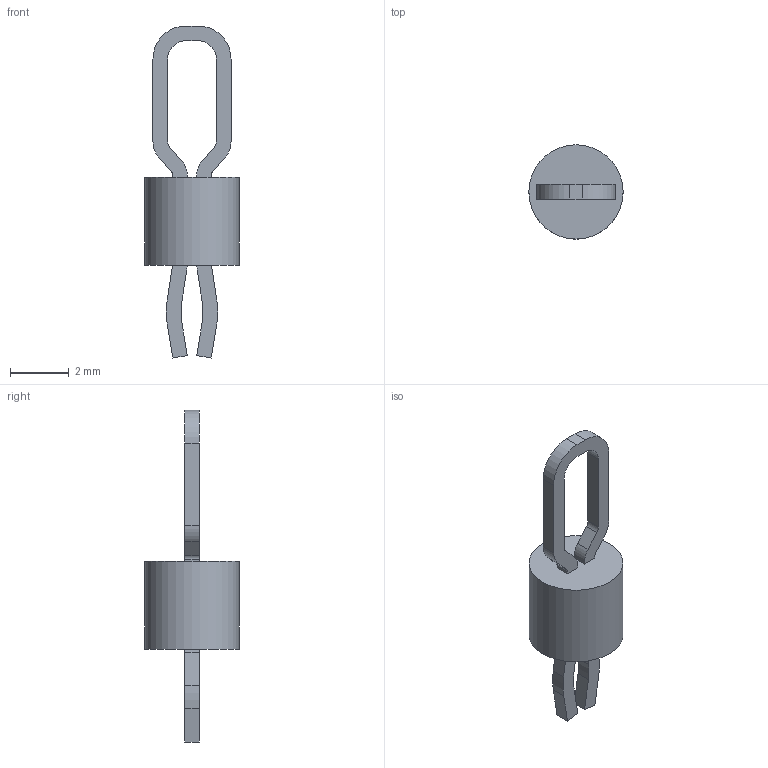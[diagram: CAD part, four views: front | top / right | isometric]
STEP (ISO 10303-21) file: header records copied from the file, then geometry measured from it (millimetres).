
FILE_DESCRIPTION(/* description */ ('Unknown'),/* implementation_level */ '2;1');
FILE_NAME(/* name */ '5010',/* time_stamp */ '2023-05-05T11:37:01+02:00',/* author */ ('Unknown'),/* organization */ ('Unknown'),/* preprocessor_version */ 'ST-DEVELOPER v18.1',/* originating_system */ 'Solid Edge',/* authorisation */ 'Unknown');
FILE_SCHEMA (('AUTOMOTIVE_DESIGN {1 0 10303 214 3 1 1}'));
Length unit declared in the file: millimetre
Products named in the file (1): 5010
Bounding box: 3.2 x 3.2 x 11.27 mm (x, y, z)
Volume: 28.5 mm3; surface area: 81.4 mm2
Topology: 1 solids, 1 shells, 53 faces, 147 edges, 98 vertices
Faces by surface type: plane 32, cylinder 21
Full cylindrical faces by diameter (mm): 3.2 x1
Entity records: 2097 total; most frequent: CARTESIAN_POINT 298, DIRECTION 296, ORIENTED_EDGE 292, EDGE_CURVE 146, LINE 104, VECTOR 104, VERTEX_POINT 98, AXIS2_PLACEMENT_3D 96
